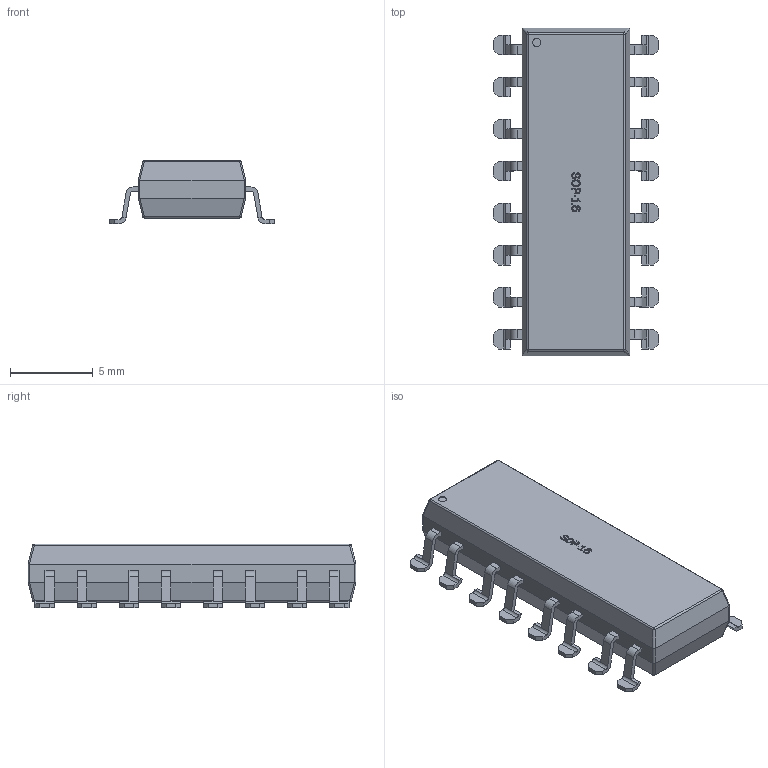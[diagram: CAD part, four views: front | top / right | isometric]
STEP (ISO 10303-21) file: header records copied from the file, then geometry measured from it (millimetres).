
FILE_DESCRIPTION (( 'STEP AP214' ), '1' );
FILE_NAME ('SOP16-W2.54_.STEP', '2017-09-05T06:32:10', ( 'Roy' ), ( 'Microsoft' ), 'SwSTEP 2.0', 'SolidWorks 2014', '' );
FILE_SCHEMA (( 'AUTOMOTIVE_DESIGN' ));
Length unit declared in the file: millimetre
Products named in the file (6): SOP16-6.5_呿极; Designator204; SOP16-W2.54; SOP16-W2.54_; SOP4-6.5竘褐_-_噩砉; SOP4-6.5竘褐
Assembly tree (19 placements, depth 4):
  SOP16-W2.54_
    Designator204
      SOP16-W2.54
        SOP16-6.5_呿极
        SOP4-6.5竘褐  x8
        SOP4-6.5竘褐_-_噩砉  x8
Bounding box: 10 x 19.82 x 3.85 mm (x, y, z)
Volume: 442.3 mm3; surface area: 523.2 mm2
Topology: 17 solids, 17 shells, 443 faces, 1141 edges, 742 vertices
Faces by surface type: plane 276, cylinder 86, bspline 81
Entity records: 10674 total; most frequent: CARTESIAN_POINT 4173, ORIENTED_EDGE 994, DIRECTION 639, EDGE_CURVE 497, VERTEX_POINT 322, VECTOR 283, LINE 283, UNCERTAINTY_MEASURE_WITH_UNIT 203
